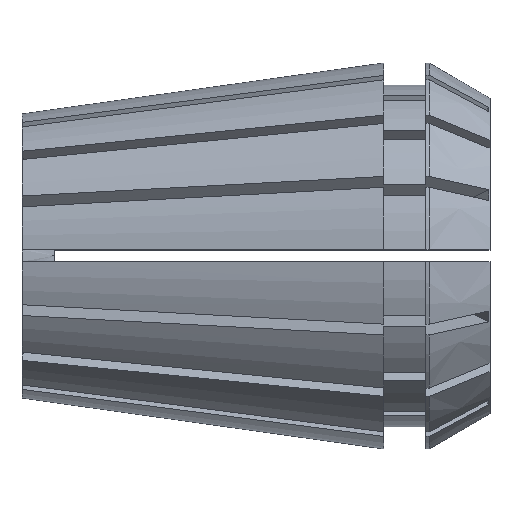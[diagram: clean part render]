
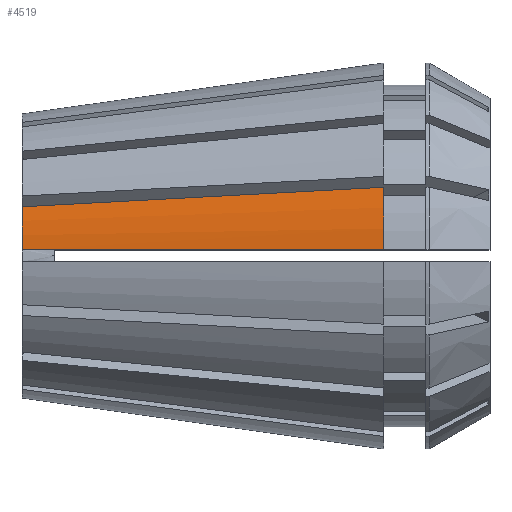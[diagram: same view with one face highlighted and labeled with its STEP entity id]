
A CAD part, top view. The second image highlights one B-rep face of the part: STEP entity #4519.
In plain terms, the highlighted conical face has half-angle 8 degrees and reference radius 16.5 mm.
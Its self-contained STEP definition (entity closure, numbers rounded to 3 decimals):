
#153 = EDGE_CURVE ( 'NONE', #1011, #2586, #3096, .T. ) ;
#195 = CARTESIAN_POINT ( 'NONE',  ( 30.9, 0.5, 16.493 ) ) ;
#411 = CARTESIAN_POINT ( 'NONE',  ( 0., 4.187, 11.414 ) ) ;
#728 = AXIS2_PLACEMENT_3D ( 'NONE', #5269, #3972, #2211 ) ;
#739 = ORIENTED_EDGE ( 'NONE', *, *, #2908, .T. ) ;
#796 = CARTESIAN_POINT ( 'NONE',  ( 30.9, 0., 0. ) ) ;
#821 = VERTEX_POINT ( 'NONE', #939 ) ;
#830 = CARTESIAN_POINT ( 'NONE',  ( 10.3, 4.741, 12.753 ) ) ;
#939 = CARTESIAN_POINT ( 'NONE',  ( 30.9, 0.5, 16.493 ) ) ;
#1010 = CARTESIAN_POINT ( 'NONE',  ( 25.941, 0.5, 15.795 ) ) ;
#1011 = VERTEX_POINT ( 'NONE', #2696 ) ;
#1052 = B_SPLINE_CURVE_WITH_KNOTS ( 'NONE', 3,
 ( #5093, #1640, #830, #411 ),
 .UNSPECIFIED., .F., .F.,
 ( 4, 4 ),
 ( 0., 0.031 ),
 .UNSPECIFIED. ) ;
#1136 = VERTEX_POINT ( 'NONE', #4808 ) ;
#1406 = CARTESIAN_POINT ( 'NONE',  ( 11.221, 0.5, 13.726 ) ) ;
#1541 = ORIENTED_EDGE ( 'NONE', *, *, #153, .F. ) ;
#1640 = CARTESIAN_POINT ( 'NONE',  ( 20.6, 5.295, 14.091 ) ) ;
#1806 = CARTESIAN_POINT ( 'NONE',  ( 2.574, 0.5, 12.509 ) ) ;
#1996 = CARTESIAN_POINT ( 'NONE',  ( 0., 0., 0. ) ) ;
#2048 = FACE_OUTER_BOUND ( 'NONE', #4903, .T. ) ;
#2087 = DIRECTION ( 'NONE',  ( -1., 0., 0. ) ) ;
#2124 = DIRECTION ( 'NONE',  ( 0., 0., 1. ) ) ;
#2211 = DIRECTION ( 'NONE',  ( 0., 0., -1. ) ) ;
#2238 = CARTESIAN_POINT ( 'NONE',  ( 0., 0.5, 12.147 ) ) ;
#2569 = EDGE_CURVE ( 'NONE', #821, #1136, #4304, .T. ) ;
#2586 = VERTEX_POINT ( 'NONE', #4212 ) ;
#2591 = AXIS2_PLACEMENT_3D ( 'NONE', #796, #5326, #2688 ) ;
#2656 = CARTESIAN_POINT ( 'NONE',  ( 29.247, 0.5, 16.26 ) ) ;
#2688 = DIRECTION ( 'NONE',  ( 0., 0., 1. ) ) ;
#2696 = CARTESIAN_POINT ( 'NONE',  ( 0., 0.5, 12.147 ) ) ;
#2815 = ORIENTED_EDGE ( 'NONE', *, *, #5485, .F. ) ;
#2908 = EDGE_CURVE ( 'NONE', #1136, #2586, #1052, .T. ) ;
#3078 = CONICAL_SURFACE ( 'NONE', #728, 16.5, 0.14 ) ;
#3096 = CIRCLE ( 'NONE', #4547, 12.158 ) ;
#3552 = CARTESIAN_POINT ( 'NONE',  ( 27.594, 0.5, 16.028 ) ) ;
#3555 = B_SPLINE_CURVE_WITH_KNOTS ( 'NONE', 3,
 ( #195, #2656, #3552, #1010, #3992, #1406, #4429, #1806, #4875, #2238 ),
 .UNSPECIFIED., .F., .F.,
 ( 4, 3, 3, 4 ),
 ( 0.064, 0.069, 0.091, 0.095 ),
 .UNSPECIFIED. ) ;
#3949 = ORIENTED_EDGE ( 'NONE', *, *, #2569, .T. ) ;
#3972 = DIRECTION ( 'NONE',  ( 1., 0., 0. ) ) ;
#3992 = CARTESIAN_POINT ( 'NONE',  ( 18.581, 0.5, 14.761 ) ) ;
#4212 = CARTESIAN_POINT ( 'NONE',  ( 0., 4.187, 11.414 ) ) ;
#4304 = CIRCLE ( 'NONE', #2591, 16.5 ) ;
#4429 = CARTESIAN_POINT ( 'NONE',  ( 3.861, 0.5, 12.69 ) ) ;
#4519 = ADVANCED_FACE ( 'NONE', ( #2048 ), #3078, .T. ) ;
#4547 = AXIS2_PLACEMENT_3D ( 'NONE', #1996, #2087, #2124 ) ;
#4808 = CARTESIAN_POINT ( 'NONE',  ( 30.9, 5.85, 15.429 ) ) ;
#4875 = CARTESIAN_POINT ( 'NONE',  ( 1.287, 0.5, 12.328 ) ) ;
#4903 = EDGE_LOOP ( 'NONE', ( #3949, #739, #1541, #2815 ) ) ;
#5093 = CARTESIAN_POINT ( 'NONE',  ( 30.9, 5.85, 15.429 ) ) ;
#5269 = CARTESIAN_POINT ( 'NONE',  ( 30.9, 0., 0. ) ) ;
#5326 = DIRECTION ( 'NONE',  ( -1., 0., 0. ) ) ;
#5485 = EDGE_CURVE ( 'NONE', #821, #1011, #3555, .T. ) ;
